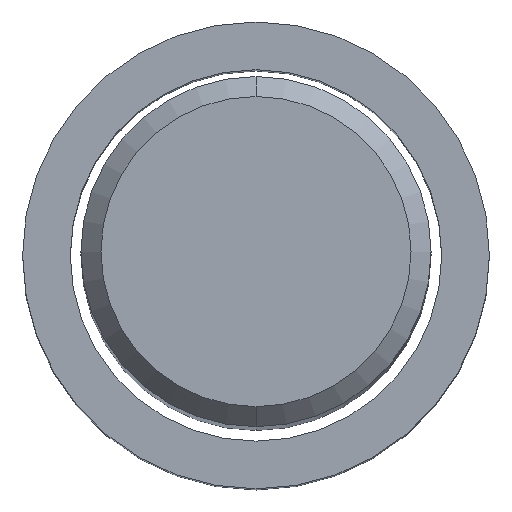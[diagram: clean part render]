
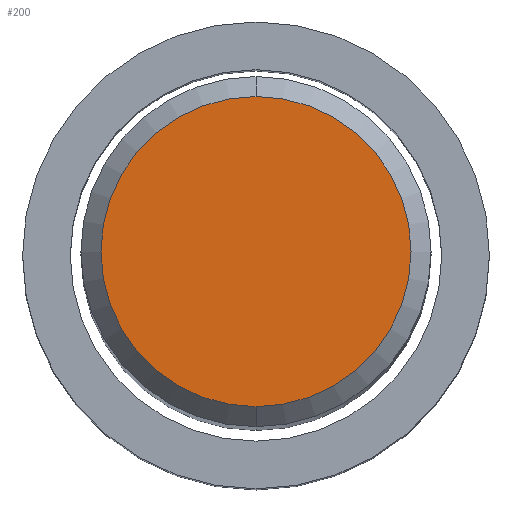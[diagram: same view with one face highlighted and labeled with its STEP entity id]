
A CAD part, top view. The second image highlights one B-rep face of the part: STEP entity #200.
In plain terms, the highlighted planar face has unit normal (0, 0, 1).
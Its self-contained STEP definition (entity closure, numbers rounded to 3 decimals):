
#200=ADVANCED_FACE('',(#502),#503,.T.);
#378=EDGE_CURVE('',#440,#424,#697,.T.);
#412=EDGE_CURVE('',#424,#440,#736,.T.);
#424=VERTEX_POINT('',#748);
#440=VERTEX_POINT('',#766);
#502=FACE_OUTER_BOUND('',#834,.T.);
#503=PLANE('',#835);
#697=CIRCLE('',#1279,4.65);
#736=CIRCLE('',#1347,4.65);
#748=CARTESIAN_POINT('',(0.,-4.65,0.0));
#766=CARTESIAN_POINT('',(0.0,4.65,0.0));
#834=EDGE_LOOP('',(#1497,#1498));
#835=AXIS2_PLACEMENT_3D('',#1499,#1500,#1501);
#1279=AXIS2_PLACEMENT_3D('',#1687,#1688,#1689);
#1347=AXIS2_PLACEMENT_3D('',#1738,#1739,#1740);
#1497=ORIENTED_EDGE('',*,*,#378,.F.);
#1498=ORIENTED_EDGE('',*,*,#412,.F.);
#1499=CARTESIAN_POINT('',(0.0,2.325,0.0));
#1500=DIRECTION('',(-0.0,0.0,1.0));
#1501=DIRECTION('',(0.0,-1.0,0.0));
#1687=CARTESIAN_POINT('',(0.0,0.0,0.0));
#1688=DIRECTION('',(0.0,0.0,-1.0));
#1689=DIRECTION('',(0.0,1.0,0.0));
#1738=CARTESIAN_POINT('',(0.0,0.0,0.0));
#1739=DIRECTION('',(0.0,0.0,-1.0));
#1740=DIRECTION('',(0.0,1.0,0.0));
